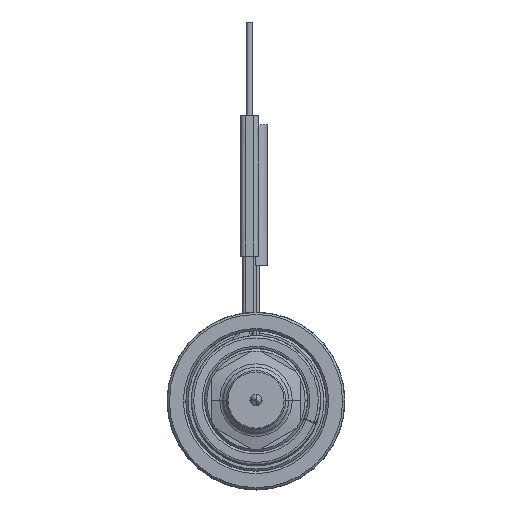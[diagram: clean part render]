
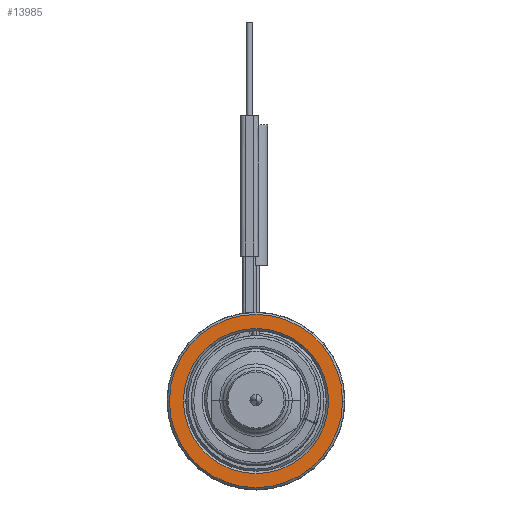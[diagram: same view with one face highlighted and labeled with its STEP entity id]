
A CAD part, top view. The second image highlights one B-rep face of the part: STEP entity #13985.
In plain terms, the highlighted planar face has unit normal (0, 0, 1).
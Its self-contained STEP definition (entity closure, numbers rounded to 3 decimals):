
#4578=CARTESIAN_POINT('',(0.,0.,
35.));
#4579=DIRECTION('',(0.,0.,-1.));
#4580=DIRECTION('',(-1.,0.,0.));
#4581=AXIS2_PLACEMENT_3D('',#4578,#4579,#4580);
#4592=CARTESIAN_POINT('',(0.,0.,
35.));
#4593=DIRECTION('',(0.,0.,-1.));
#4594=DIRECTION('',(1.,0.,0.));
#4595=AXIS2_PLACEMENT_3D('',#4592,#4593,#4594);
#4606=CARTESIAN_POINT('',(0.,0.,35.));
#4607=DIRECTION('',(0.,0.,-1.));
#4608=DIRECTION('',(1.,0.,0.));
#4609=AXIS2_PLACEMENT_3D('',#4606,#4607,#4608);
#4620=CARTESIAN_POINT('',(0.,0.,
35.));
#4621=DIRECTION('',(0.,0.,-1.));
#4622=DIRECTION('',(-1.,0.,0.));
#4623=AXIS2_PLACEMENT_3D('',#4620,#4621,#4622);
#7490=CARTESIAN_POINT('',(18.5,0.,35.));
#7491=CARTESIAN_POINT('',(-18.5,0.,
35.));
#7492=VERTEX_POINT('',#7490);
#7493=VERTEX_POINT('',#7491);
#7494=CARTESIAN_POINT('',(15.5,0.,35.));
#7495=CARTESIAN_POINT('',(-15.5,0.,35.));
#7496=VERTEX_POINT('',#7494);
#7497=VERTEX_POINT('',#7495);
#13970=CARTESIAN_POINT('',(0.,0.,35.));
#13971=DIRECTION('',(0.,0.,1.));
#13972=DIRECTION('',(-1.,0.,0.));
#13973=AXIS2_PLACEMENT_3D('',#13970,#13971,#13972);
#13974=PLANE('',#13973);
#13975=ORIENTED_EDGE('',*,*,#13952,.T.);
#13976=ORIENTED_EDGE('',*,*,#13937,.T.);
#13977=EDGE_LOOP('',(#13975,#13976));
#13978=FACE_OUTER_BOUND('',#13977,.F.);
#13980=ORIENTED_EDGE('',*,*,#13979,.F.);
#13982=ORIENTED_EDGE('',*,*,#13981,.F.);
#13983=EDGE_LOOP('',(#13980,#13982));
#13984=FACE_BOUND('',#13983,.F.);
#4582=CIRCLE('',#4581,18.5);
#4596=CIRCLE('',#4595,18.5);
#4610=CIRCLE('',#4609,15.5);
#4624=CIRCLE('',#4623,15.5);
#13937=EDGE_CURVE('',#7493,#7492,#4582,.T.);
#13952=EDGE_CURVE('',#7492,#7493,#4596,.T.);
#13979=EDGE_CURVE('',#7496,#7497,#4610,.T.);
#13981=EDGE_CURVE('',#7497,#7496,#4624,.T.);
#13985=ADVANCED_FACE('',(#13978,#13984),#13974,.T.);
